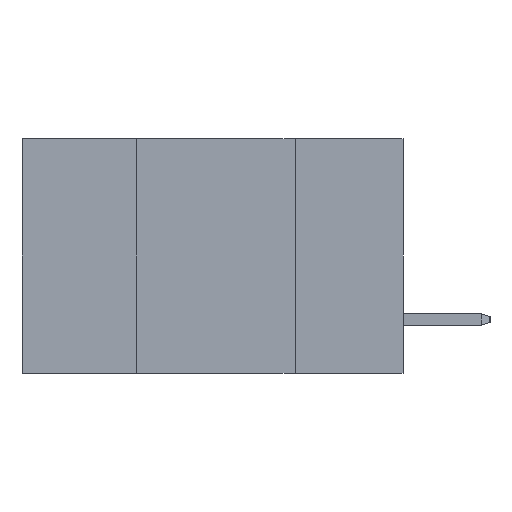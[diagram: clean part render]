
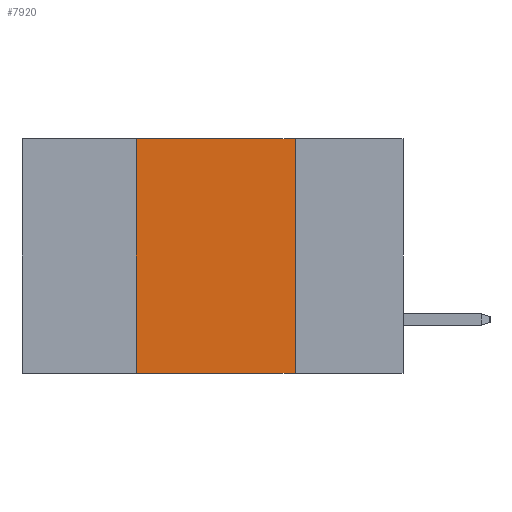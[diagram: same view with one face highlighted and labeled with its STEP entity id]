
A CAD part, left-side view. The second image highlights one B-rep face of the part: STEP entity #7920.
In plain terms, the highlighted planar face has unit normal (-1, 0, 0).
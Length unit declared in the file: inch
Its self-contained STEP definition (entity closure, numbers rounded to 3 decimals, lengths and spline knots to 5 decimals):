
#958 = LINE ( 'NONE', #7806, #11924 ) ;
#1160 = DIRECTION ( 'NONE',  ( 0., -1., 0. ) ) ;
#1304 = DIRECTION ( 'NONE',  ( 1., 0., 0. ) ) ;
#1451 = ORIENTED_EDGE ( 'NONE', *, *, #5658, .F. ) ;
#2188 = EDGE_CURVE ( 'NONE', #6304, #16853, #12572, .T. ) ;
#2280 = DIRECTION ( 'NONE',  ( 0., 0., -1. ) ) ;
#2646 = EDGE_LOOP ( 'NONE', ( #9121, #1451, #14958, #7537 ) ) ;
#2810 = VERTEX_POINT ( 'NONE', #13568 ) ;
#3299 = VECTOR ( 'NONE', #4691, 39.37008 ) ;
#3548 = CARTESIAN_POINT ( 'NONE',  ( 0., 0.17, 0. ) ) ;
#3643 = VERTEX_POINT ( 'NONE', #3548 ) ;
#4398 = DIRECTION ( 'NONE',  ( 0., 0., 1. ) ) ;
#4691 = DIRECTION ( 'NONE',  ( 0., -1., 0. ) ) ;
#5658 = EDGE_CURVE ( 'NONE', #16853, #3643, #15330, .T. ) ;
#6304 = VERTEX_POINT ( 'NONE', #8452 ) ;
#7537 = ORIENTED_EDGE ( 'NONE', *, *, #11071, .T. ) ;
#7806 = CARTESIAN_POINT ( 'NONE',  ( 0., 0.17, 0. ) ) ;
#7919 = CARTESIAN_POINT ( 'NONE',  ( 0., 0.6, -0.37 ) ) ;
#7920 = ADVANCED_FACE ( 'NONE', ( #16027 ), #13460, .F. ) ;
#8452 = CARTESIAN_POINT ( 'NONE',  ( 0., 0.42, -0.37 ) ) ;
#9121 = ORIENTED_EDGE ( 'NONE', *, *, #10766, .F. ) ;
#9230 = VECTOR ( 'NONE', #4398, 39.37008 ) ;
#10631 = CARTESIAN_POINT ( 'NONE',  ( 0., 0.6, 0. ) ) ;
#10679 = CARTESIAN_POINT ( 'NONE',  ( 0., 0.42, 0. ) ) ;
#10766 = EDGE_CURVE ( 'NONE', #3643, #2810, #958, .T. ) ;
#11071 = EDGE_CURVE ( 'NONE', #6304, #2810, #17420, .T. ) ;
#11924 = VECTOR ( 'NONE', #2280, 39.37008 ) ;
#12045 = DIRECTION ( 'NONE',  ( 0., 0., -1. ) ) ;
#12572 = LINE ( 'NONE', #14962, #9230 ) ;
#13460 = PLANE ( 'NONE',  #14440 ) ;
#13568 = CARTESIAN_POINT ( 'NONE',  ( 0., 0.17, -0.37 ) ) ;
#14194 = VECTOR ( 'NONE', #1160, 39.37008 ) ;
#14440 = AXIS2_PLACEMENT_3D ( 'NONE', #10631, #1304, #12045 ) ;
#14958 = ORIENTED_EDGE ( 'NONE', *, *, #2188, .F. ) ;
#14962 = CARTESIAN_POINT ( 'NONE',  ( 0., 0.42, 0. ) ) ;
#15330 = LINE ( 'NONE', #16848, #3299 ) ;
#16027 = FACE_OUTER_BOUND ( 'NONE', #2646, .T. ) ;
#16848 = CARTESIAN_POINT ( 'NONE',  ( 0., 0.6, 0. ) ) ;
#16853 = VERTEX_POINT ( 'NONE', #10679 ) ;
#17420 = LINE ( 'NONE', #7919, #14194 ) ;
